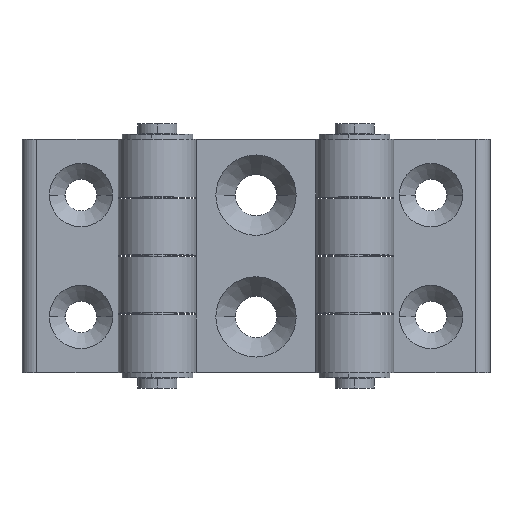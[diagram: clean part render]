
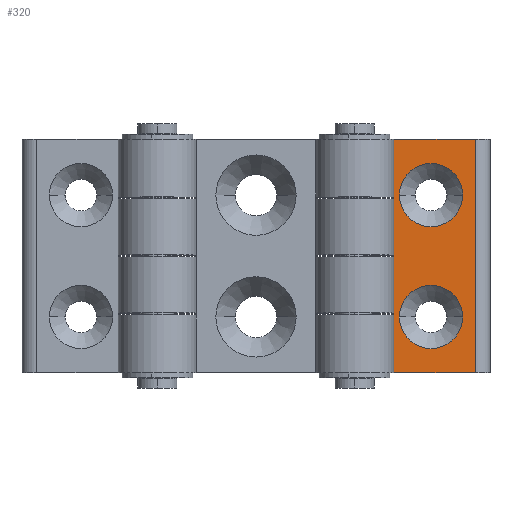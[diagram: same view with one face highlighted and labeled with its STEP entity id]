
A CAD part, top view. The second image highlights one B-rep face of the part: STEP entity #320.
In plain terms, the highlighted planar face has unit normal (0, 0, 1).
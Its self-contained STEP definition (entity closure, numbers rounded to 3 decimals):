
#9 = CIRCLE ( 'NONE', #1778, 6.5 ) ;
#11 = AXIS2_PLACEMENT_3D ( 'NONE', #890, #2859, #1324 ) ;
#28 = CARTESIAN_POINT ( 'NONE',  ( -7.9, 11.7, 3.1 ) ) ;
#41 = VERTEX_POINT ( 'NONE', #2327 ) ;
#56 = VECTOR ( 'NONE', #1985, 1000. ) ;
#71 = ORIENTED_EDGE ( 'NONE', *, *, #2241, .T. ) ;
#108 = EDGE_CURVE ( 'NONE', #1448, #1134, #9, .T. ) ;
#109 = DIRECTION ( 'NONE',  ( 1., 0., 0. ) ) ;
#114 = DIRECTION ( 'NONE',  ( 0., -1., 0. ) ) ;
#156 = CARTESIAN_POINT ( 'NONE',  ( -7.9, 24., 3.1 ) ) ;
#158 = CARTESIAN_POINT ( 'NONE',  ( -7.9, -24., 3.1 ) ) ;
#162 = CARTESIAN_POINT ( 'NONE',  ( -7.9, 24., 3.1 ) ) ;
#167 = DIRECTION ( 'NONE',  ( 1., 0., 0. ) ) ;
#176 = EDGE_CURVE ( 'NONE', #566, #778, #935, .T. ) ;
#179 = AXIS2_PLACEMENT_3D ( 'NONE', #2620, #1310, #1616 ) ;
#200 = EDGE_CURVE ( 'NONE', #1518, #2256, #2421, .T. ) ;
#206 = ORIENTED_EDGE ( 'NONE', *, *, #2876, .T. ) ;
#225 = AXIS2_PLACEMENT_3D ( 'NONE', #1453, #407, #109 ) ;
#229 = ORIENTED_EDGE ( 'NONE', *, *, #845, .F. ) ;
#273 = CARTESIAN_POINT ( 'NONE',  ( -6.5, -12.5, 3.1 ) ) ;
#289 = ORIENTED_EDGE ( 'NONE', *, *, #200, .T. ) ;
#294 = FACE_BOUND ( 'NONE', #2927, .T. ) ;
#315 = VECTOR ( 'NONE', #806, 1000. ) ;
#320 = ADVANCED_FACE ( 'NONE', ( #294, #1102, #3141 ), #2875, .T. ) ;
#407 = DIRECTION ( 'NONE',  ( 0., 0., 1. ) ) ;
#412 = CARTESIAN_POINT ( 'NONE',  ( -7.695, -12.1, 3.1 ) ) ;
#428 = VERTEX_POINT ( 'NONE', #2105 ) ;
#431 = LINE ( 'NONE', #162, #56 ) ;
#475 = DIRECTION ( 'NONE',  ( 1., 0., 0. ) ) ;
#539 = DIRECTION ( 'NONE',  ( 1., 0., 0. ) ) ;
#566 = VERTEX_POINT ( 'NONE', #1950 ) ;
#571 = EDGE_CURVE ( 'NONE', #2692, #1400, #2979, .T. ) ;
#714 = LINE ( 'NONE', #1731, #2862 ) ;
#732 = ORIENTED_EDGE ( 'NONE', *, *, #858, .T. ) ;
#778 = VERTEX_POINT ( 'NONE', #1943 ) ;
#806 = DIRECTION ( 'NONE',  ( 1., 0., 0. ) ) ;
#816 = ORIENTED_EDGE ( 'NONE', *, *, #3073, .T. ) ;
#818 = DIRECTION ( 'NONE',  ( -1., 0., 0. ) ) ;
#845 = EDGE_CURVE ( 'NONE', #778, #566, #2978, .T. ) ;
#858 = EDGE_CURVE ( 'NONE', #428, #2692, #905, .T. ) ;
#890 = CARTESIAN_POINT ( 'NONE',  ( 0., 0., 3.1 ) ) ;
#905 = LINE ( 'NONE', #156, #1896 ) ;
#925 = CARTESIAN_POINT ( 'NONE',  ( 0., 0.2, 3.1 ) ) ;
#935 = CIRCLE ( 'NONE', #2319, 6.5 ) ;
#1005 = CARTESIAN_POINT ( 'NONE',  ( -7.695, 11.7, 3.1 ) ) ;
#1010 = ORIENTED_EDGE ( 'NONE', *, *, #2458, .T. ) ;
#1018 = ORIENTED_EDGE ( 'NONE', *, *, #1332, .T. ) ;
#1046 = EDGE_CURVE ( 'NONE', #1134, #1448, #1626, .T. ) ;
#1068 = DIRECTION ( 'NONE',  ( 0., 1., 0. ) ) ;
#1070 = EDGE_LOOP ( 'NONE', ( #3302, #229 ) ) ;
#1102 = FACE_BOUND ( 'NONE', #1070, .T. ) ;
#1115 = VERTEX_POINT ( 'NONE', #2873 ) ;
#1134 = VERTEX_POINT ( 'NONE', #2079 ) ;
#1177 = CARTESIAN_POINT ( 'NONE',  ( 0., 12.5, 3.1 ) ) ;
#1216 = LINE ( 'NONE', #3270, #1341 ) ;
#1230 = LINE ( 'NONE', #925, #2628 ) ;
#1248 = EDGE_LOOP ( 'NONE', ( #1010, #206, #732, #1714, #1665, #816, #71, #1018, #2696, #289 ) ) ;
#1310 = DIRECTION ( 'NONE',  ( 0., 0., -1. ) ) ;
#1324 = DIRECTION ( 'NONE',  ( 1., 0., 0. ) ) ;
#1332 = EDGE_CURVE ( 'NONE', #41, #3066, #714, .T. ) ;
#1341 = VECTOR ( 'NONE', #475, 1000. ) ;
#1350 = CARTESIAN_POINT ( 'NONE',  ( 0., -12.5, 3.1 ) ) ;
#1400 = VERTEX_POINT ( 'NONE', #1005 ) ;
#1411 = DIRECTION ( 'NONE',  ( 0., 0., 1. ) ) ;
#1440 = CARTESIAN_POINT ( 'NONE',  ( -7.9, 24., 3.1 ) ) ;
#1448 = VERTEX_POINT ( 'NONE', #273 ) ;
#1453 = CARTESIAN_POINT ( 'NONE',  ( 0., 12.5, 3.1 ) ) ;
#1474 = ORIENTED_EDGE ( 'NONE', *, *, #1046, .T. ) ;
#1518 = VERTEX_POINT ( 'NONE', #2847 ) ;
#1542 = VERTEX_POINT ( 'NONE', #28 ) ;
#1609 = ORIENTED_EDGE ( 'NONE', *, *, #108, .T. ) ;
#1616 = DIRECTION ( 'NONE',  ( 1., 0., 0. ) ) ;
#1626 = CIRCLE ( 'NONE', #179, 6.5 ) ;
#1665 = ORIENTED_EDGE ( 'NONE', *, *, #2721, .F. ) ;
#1697 = CARTESIAN_POINT ( 'NONE',  ( -7.695, 0., 3.1 ) ) ;
#1714 = ORIENTED_EDGE ( 'NONE', *, *, #571, .T. ) ;
#1730 = VECTOR ( 'NONE', #114, 1000. ) ;
#1731 = CARTESIAN_POINT ( 'NONE',  ( -7.695, 0., 3.1 ) ) ;
#1773 = CARTESIAN_POINT ( 'NONE',  ( -7.695, 24., 3.1 ) ) ;
#1778 = AXIS2_PLACEMENT_3D ( 'NONE', #1350, #2343, #539 ) ;
#1822 = VECTOR ( 'NONE', #1068, 1000. ) ;
#1845 = LINE ( 'NONE', #2569, #315 ) ;
#1896 = VECTOR ( 'NONE', #818, 1000. ) ;
#1943 = CARTESIAN_POINT ( 'NONE',  ( -6.5, 12.5, 3.1 ) ) ;
#1950 = CARTESIAN_POINT ( 'NONE',  ( 6.5, 12.5, 3.1 ) ) ;
#1985 = DIRECTION ( 'NONE',  ( 0., -1., 0. ) ) ;
#2000 = VECTOR ( 'NONE', #167, 1000. ) ;
#2006 = LINE ( 'NONE', #2524, #2000 ) ;
#2079 = CARTESIAN_POINT ( 'NONE',  ( 6.5, -12.5, 3.1 ) ) ;
#2105 = CARTESIAN_POINT ( 'NONE',  ( 9.1, 24., 3.1 ) ) ;
#2112 = LINE ( 'NONE', #2866, #1822 ) ;
#2202 = VERTEX_POINT ( 'NONE', #2643 ) ;
#2241 = EDGE_CURVE ( 'NONE', #1115, #41, #1230, .T. ) ;
#2252 = DIRECTION ( 'NONE',  ( 1., 0., 0. ) ) ;
#2256 = VERTEX_POINT ( 'NONE', #158 ) ;
#2257 = DIRECTION ( 'NONE',  ( 0., -1., 0. ) ) ;
#2319 = AXIS2_PLACEMENT_3D ( 'NONE', #1177, #1411, #2715 ) ;
#2327 = CARTESIAN_POINT ( 'NONE',  ( -7.695, 0.2, 3.1 ) ) ;
#2343 = DIRECTION ( 'NONE',  ( 0., 0., -1. ) ) ;
#2421 = LINE ( 'NONE', #1440, #1730 ) ;
#2458 = EDGE_CURVE ( 'NONE', #2256, #2202, #1845, .T. ) ;
#2524 = CARTESIAN_POINT ( 'NONE',  ( 0., 11.7, 3.1 ) ) ;
#2540 = VECTOR ( 'NONE', #2257, 1000. ) ;
#2569 = CARTESIAN_POINT ( 'NONE',  ( -7.9, -24., 3.1 ) ) ;
#2620 = CARTESIAN_POINT ( 'NONE',  ( 0., -12.5, 3.1 ) ) ;
#2628 = VECTOR ( 'NONE', #2252, 1000. ) ;
#2643 = CARTESIAN_POINT ( 'NONE',  ( 9.1, -24., 3.1 ) ) ;
#2692 = VERTEX_POINT ( 'NONE', #1773 ) ;
#2696 = ORIENTED_EDGE ( 'NONE', *, *, #2703, .F. ) ;
#2703 = EDGE_CURVE ( 'NONE', #1518, #3066, #1216, .T. ) ;
#2715 = DIRECTION ( 'NONE',  ( 1., 0., 0. ) ) ;
#2721 = EDGE_CURVE ( 'NONE', #1542, #1400, #2006, .T. ) ;
#2847 = CARTESIAN_POINT ( 'NONE',  ( -7.9, -12.1, 3.1 ) ) ;
#2859 = DIRECTION ( 'NONE',  ( 0., 0., 1. ) ) ;
#2862 = VECTOR ( 'NONE', #2996, 1000. ) ;
#2866 = CARTESIAN_POINT ( 'NONE',  ( 9.1, 24., 3.1 ) ) ;
#2873 = CARTESIAN_POINT ( 'NONE',  ( -7.9, 0.2, 3.1 ) ) ;
#2875 = PLANE ( 'NONE',  #11 ) ;
#2876 = EDGE_CURVE ( 'NONE', #2202, #428, #2112, .T. ) ;
#2927 = EDGE_LOOP ( 'NONE', ( #1474, #1609 ) ) ;
#2978 = CIRCLE ( 'NONE', #225, 6.5 ) ;
#2979 = LINE ( 'NONE', #1697, #2540 ) ;
#2996 = DIRECTION ( 'NONE',  ( 0., -1., 0. ) ) ;
#3066 = VERTEX_POINT ( 'NONE', #412 ) ;
#3073 = EDGE_CURVE ( 'NONE', #1542, #1115, #431, .T. ) ;
#3141 = FACE_OUTER_BOUND ( 'NONE', #1248, .T. ) ;
#3270 = CARTESIAN_POINT ( 'NONE',  ( 0., -12.1, 3.1 ) ) ;
#3302 = ORIENTED_EDGE ( 'NONE', *, *, #176, .F. ) ;
